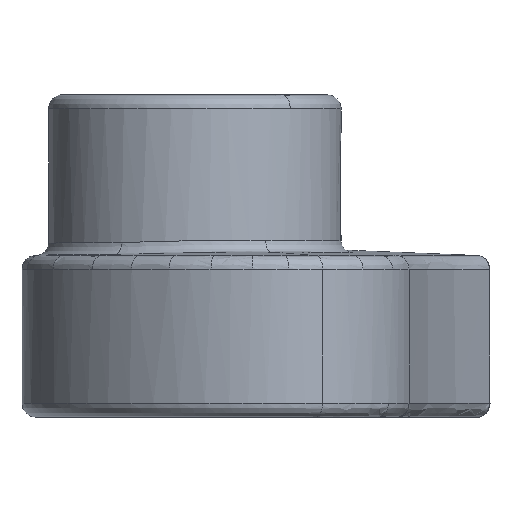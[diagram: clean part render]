
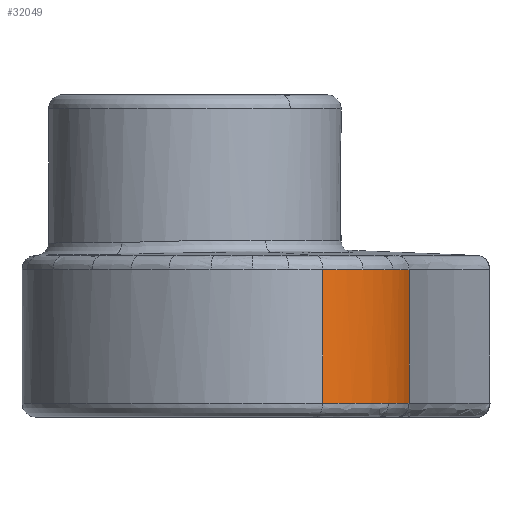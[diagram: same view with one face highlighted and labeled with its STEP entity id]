
A CAD part, front view. The second image highlights one B-rep face of the part: STEP entity #32049.
In plain terms, the highlighted free-form (B-spline) face has degree [1, 2] with [2, 5] control points.
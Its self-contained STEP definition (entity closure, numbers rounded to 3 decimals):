
#1747 = CARTESIAN_POINT ( 'NONE',  ( 16401.576, 3411.667, -1079.593 ) ) ;
#2706 = CARTESIAN_POINT ( 'NONE',  ( 16418.959, 3437.949, -1046.292 ) ) ;
#2975 = ORIENTED_EDGE ( 'NONE', *, *, #7540, .T. ) ;
#4273 = EDGE_CURVE ( 'NONE', #10781, #23317, #32728, .T. ) ;
#4351 = CARTESIAN_POINT ( 'NONE',  ( 16423.62, 3472.519, -1079.51 ) ) ;
#4395 = CARTESIAN_POINT ( 'NONE',  ( 16318.668, 3287.625, -1079.713 ) ) ;
#4646 = CARTESIAN_POINT ( 'NONE',  ( 16383.91, 3376.68, -1079.633 ) ) ;
#4989 = CARTESIAN_POINT ( 'NONE',  ( 16391.819, 3391.545, -1079.616 ) ) ;
#5125 = B_SPLINE_CURVE_WITH_KNOTS ( 'NONE', 3,
 ( #4989, #7410, #21655, #4646, #15189, #15687, #5159, #15352, #33672, #7575, #13111, #7741, #33841, #34010 ),
 .UNSPECIFIED., .F., .F.,
 ( 4, 2, 2, 2, 2, 2, 4 ),
 ( 0., 0.125, 0.187, 0.25, 0.5, 0.75, 1. ),
 .UNSPECIFIED. ) ;
#5159 = CARTESIAN_POINT ( 'NONE',  ( 16379.089, 3368.241, -1079.642 ) ) ;
#5322 = CARTESIAN_POINT ( 'NONE',  ( 16432.775, 3512.217, -1410.959 ) ) ;
#5564 = ORIENTED_EDGE ( 'NONE', *, *, #17910, .F. ) ;
#6020 = VERTEX_POINT ( 'NONE', #5322 ) ;
#6474 = CARTESIAN_POINT ( 'NONE',  ( 16381.469, 3372.366, -1410.959 ) ) ;
#6754 = CARTESIAN_POINT ( 'NONE',  ( 16432.775, 3512.217, -1410.959 ) ) ;
#6931 = CARTESIAN_POINT ( 'NONE',  ( 16432.775, 3512.217, -1079.445 ) ) ;
#7410 = CARTESIAN_POINT ( 'NONE',  ( 16389.651, 3387.281, -1079.621 ) ) ;
#7540 = EDGE_CURVE ( 'NONE', #23317, #24367, #5125, .T. ) ;
#7575 = CARTESIAN_POINT ( 'NONE',  ( 16355.272, 3331.591, -1079.677 ) ) ;
#7741 = CARTESIAN_POINT ( 'NONE',  ( 16334.576, 3305.198, -1079.7 ) ) ;
#8216 = CARTESIAN_POINT ( 'NONE',  ( 16381.469, 3372.366, -1444.112 ) ) ;
#8859 = CARTESIAN_POINT ( 'NONE',  ( 16381.469, 3372.366, -1410.959 ) ) ;
#9556 = CARTESIAN_POINT ( 'NONE',  ( 16218.832, 3208.33, -1410.959 ) ) ;
#10064 = CARTESIAN_POINT ( 'NONE',  ( 16420.646, 3462.412, -1079.525 ) ) ;
#10276 = CARTESIAN_POINT ( 'NONE',  ( 16218.832, 3208.33, -1079.759 ) ) ;
#10547 =( BOUNDED_CURVE ( )  B_SPLINE_CURVE ( 1, ( #23099, #15336 ),
 .UNSPECIFIED., .F., .T. ) 
 B_SPLINE_CURVE_WITH_KNOTS ( ( 2, 2 ),
 ( 0., 1. ),
 .UNSPECIFIED. ) 
 CURVE ( )  GEOMETRIC_REPRESENTATION_ITEM ( )  RATIONAL_B_SPLINE_CURVE ( ( 0.868, 0.868 ) ) 
 REPRESENTATION_ITEM ( '' )  );
#10770 = CARTESIAN_POINT ( 'NONE',  ( 16432.775, 3512.217, -1079.445 ) ) ;
#10781 = VERTEX_POINT ( 'NONE', #10770 ) ;
#11826 = CARTESIAN_POINT ( 'NONE',  ( 16391.819, 3391.545, -1079.616 ) ) ;
#12168 = CARTESIAN_POINT ( 'NONE',  ( 16311.462, 3279.986, -1079.719 ) ) ;
#12291 = CARTESIAN_POINT ( 'NONE',  ( 16318.668, 3287.625, -1079.713 ) ) ;
#12299 = CARTESIAN_POINT ( 'NONE',  ( 16391.819, 3391.545, -1079.616 ) ) ;
#12342 = CARTESIAN_POINT ( 'NONE',  ( 16254.909, 3231.607, -1079.748 ) ) ;
#12761 = CARTESIAN_POINT ( 'NONE',  ( 16218.832, 3208.33, -1079.759 ) ) ;
#12855 = CARTESIAN_POINT ( 'NONE',  ( 16303.947, 3272.56, -1079.724 ) ) ;
#13111 = CARTESIAN_POINT ( 'NONE',  ( 16348.749, 3322.804, -1079.685 ) ) ;
#13237 = CARTESIAN_POINT ( 'NONE',  ( 16218.832, 3208.33, -1444.112 ) ) ;
#13697 = EDGE_CURVE ( 'NONE', #28280, #26977, #14704, .T. ) ;
#14403 = VERTEX_POINT ( 'NONE', #12761 ) ;
#14482 = ORIENTED_EDGE ( 'NONE', *, *, #32710, .T. ) ;
#14704 =( BOUNDED_CURVE ( )  B_SPLINE_CURVE ( 2, ( #8859, #27845, #9556 ),
 .UNSPECIFIED., .F., .T. ) 
 B_SPLINE_CURVE_WITH_KNOTS ( ( 3, 3 ),
 ( 0., 1. ),
 .UNSPECIFIED. ) 
 CURVE ( )  GEOMETRIC_REPRESENTATION_ITEM ( )  RATIONAL_B_SPLINE_CURVE ( ( 1., 0.9, 0.868 ) ) 
 REPRESENTATION_ITEM ( '' )  );
#14877 = CARTESIAN_POINT ( 'NONE',  ( 16413.861, 3442.129, -1079.554 ) ) ;
#15189 = CARTESIAN_POINT ( 'NONE',  ( 16382.726, 3374.568, -1079.635 ) ) ;
#15336 = CARTESIAN_POINT ( 'NONE',  ( 16218.832, 3208.33, -1410.959 ) ) ;
#15352 = CARTESIAN_POINT ( 'NONE',  ( 16372.79, 3357.626, -1079.653 ) ) ;
#15371 =( BOUNDED_CURVE ( )  B_SPLINE_CURVE ( 1, ( #33356, #6754 ),
 .UNSPECIFIED., .F., .T. ) 
 B_SPLINE_CURVE_WITH_KNOTS ( ( 2, 2 ),
 ( 0., 1. ),
 .UNSPECIFIED. ) 
 CURVE ( )  GEOMETRIC_REPRESENTATION_ITEM ( )  RATIONAL_B_SPLINE_CURVE ( ( 0.898, 0.898 ) ) 
 REPRESENTATION_ITEM ( '' )  );
#15687 = CARTESIAN_POINT ( 'NONE',  ( 16380.32, 3370.355, -1079.64 ) ) ;
#15773 = ORIENTED_EDGE ( 'NONE', *, *, #30760, .F. ) ;
#15817 = CARTESIAN_POINT ( 'NONE',  ( 16218.832, 3208.33, -1046.292 ) ) ;
#16056 = EDGE_LOOP ( 'NONE', ( #27861, #14482, #25541, #5564, #15773, #31756, #2975 ) ) ;
#16227 = CARTESIAN_POINT ( 'NONE',  ( 16218.832, 3208.33, -1410.959 ) ) ;
#17011 = CARTESIAN_POINT ( 'NONE',  ( 16432.775, 3512.217, -1410.959 ) ) ;
#17336 = CARTESIAN_POINT ( 'NONE',  ( 16280.244, 3251.274, -1079.737 ) ) ;
#17468 = CARTESIAN_POINT ( 'NONE',  ( 16430.959, 3502.455, -1079.462 ) ) ;
#17910 = EDGE_CURVE ( 'NONE', #6020, #28280, #27093, .T. ) ;
#19579 = CARTESIAN_POINT ( 'NONE',  ( 16418.959, 3437.949, -1410.959 ) ) ;
#20565 = CARTESIAN_POINT ( 'NONE',  ( 16396.911, 3401.556, -1079.605 ) ) ;
#21333 = CARTESIAN_POINT ( 'NONE',  ( 16322.127, 3268.559, -1046.292 ) ) ;
#21655 = CARTESIAN_POINT ( 'NONE',  ( 16387.402, 3383.029, -1079.626 ) ) ;
#21711 = CARTESIAN_POINT ( 'NONE',  ( 16381.469, 3372.366, -1410.959 ) ) ;
#21825 = FACE_OUTER_BOUND ( 'NONE', #16056, .T. ) ;
#22837 = CARTESIAN_POINT ( 'NONE',  ( 16263.53, 3237.975, -1079.745 ) ) ;
#23099 = CARTESIAN_POINT ( 'NONE',  ( 16218.832, 3208.33, -1079.759 ) ) ;
#23317 = VERTEX_POINT ( 'NONE', #11826 ) ;
#23352 = EDGE_CURVE ( 'NONE', #24367, #14403, #32926, .T. ) ;
#23365 = CARTESIAN_POINT ( 'NONE',  ( 16288.338, 3258.204, -1079.733 ) ) ;
#23753 = CARTESIAN_POINT ( 'NONE',  ( 16322.127, 3268.559, -1444.112 ) ) ;
#24367 = VERTEX_POINT ( 'NONE', #12291 ) ;
#24954 = CARTESIAN_POINT ( 'NONE',  ( 16432.775, 3512.217, -1444.112 ) ) ;
#25415 = CARTESIAN_POINT ( 'NONE',  ( 16410.051, 3431.954, -1079.567 ) ) ;
#25457 = CARTESIAN_POINT ( 'NONE',  ( 16237.202, 3219.491, -1079.754 ) ) ;
#25541 = ORIENTED_EDGE ( 'NONE', *, *, #13697, .F. ) ;
#26347 = CARTESIAN_POINT ( 'NONE',  ( 16381.469, 3372.366, -1046.292 ) ) ;
#26977 = VERTEX_POINT ( 'NONE', #16227 ) ;
#27093 =( BOUNDED_CURVE ( )  B_SPLINE_CURVE ( 2, ( #17011, #19579, #6474 ),
 .UNSPECIFIED., .F., .F. ) 
 B_SPLINE_CURVE_WITH_KNOTS ( ( 3, 3 ),
 ( 0., 1. ),
 .UNSPECIFIED. ) 
 CURVE ( )  GEOMETRIC_REPRESENTATION_ITEM ( )  RATIONAL_B_SPLINE_CURVE ( ( 0.898, 0.934, 1. ) ) 
 REPRESENTATION_ITEM ( '' )  );
#27845 = CARTESIAN_POINT ( 'NONE',  ( 16322.127, 3268.559, -1410.959 ) ) ;
#27861 = ORIENTED_EDGE ( 'NONE', *, *, #23352, .T. ) ;
#28280 = VERTEX_POINT ( 'NONE', #21711 ) ;
#29064 =( BOUNDED_SURFACE ( )  B_SPLINE_SURFACE ( 1, 2, ( 
 ( #15817, #21333, #26347, #2706, #31866 ),
 ( #13237, #23753, #8216, #30112, #24954 ) ),
 .UNSPECIFIED., .F., .F., .T. ) 
 B_SPLINE_SURFACE_WITH_KNOTS ( ( 2, 2 ),
 ( 3, 2, 3 ),
 ( 0., 397.82 ),
 ( 1162.844, 1401.93, 1558.747 ),
 .UNSPECIFIED. ) 
 GEOMETRIC_REPRESENTATION_ITEM ( )  RATIONAL_B_SPLINE_SURFACE ( (
 ( 0.868, 0.9, 1., 0.934, 0.898),
 ( 0.868, 0.9, 1., 0.934, 0.898) ) ) 
 REPRESENTATION_ITEM ( '' )  SURFACE ( )  );
#30112 = CARTESIAN_POINT ( 'NONE',  ( 16418.959, 3437.949, -1444.112 ) ) ;
#30760 = EDGE_CURVE ( 'NONE', #10781, #6020, #15371, .T. ) ;
#31756 = ORIENTED_EDGE ( 'NONE', *, *, #4273, .T. ) ;
#31866 = CARTESIAN_POINT ( 'NONE',  ( 16432.775, 3512.217, -1046.292 ) ) ;
#32049 = ADVANCED_FACE ( 'NONE', ( #21825 ), #29064, .T. ) ;
#32710 = EDGE_CURVE ( 'NONE', #14403, #26977, #10547, .T. ) ;
#32728 = B_SPLINE_CURVE_WITH_KNOTS ( 'NONE', 3,
 ( #6931, #17468, #33709, #4351, #10064, #14877, #25415, #1747, #20565, #12299 ),
 .UNSPECIFIED., .F., .F.,
 ( 4, 2, 2, 2, 4 ),
 ( 0., 0.25, 0.5, 0.75, 1. ),
 .UNSPECIFIED. ) ;
#32926 = B_SPLINE_CURVE_WITH_KNOTS ( 'NONE', 3,
 ( #4395, #12168, #12855, #23365, #17336, #22837, #12342, #25457, #33918, #10276 ),
 .UNSPECIFIED., .F., .F.,
 ( 4, 2, 2, 2, 4 ),
 ( 0., 0.25, 0.5, 0.75, 1. ),
 .UNSPECIFIED. ) ;
#33356 = CARTESIAN_POINT ( 'NONE',  ( 16432.775, 3512.217, -1079.445 ) ) ;
#33672 = CARTESIAN_POINT ( 'NONE',  ( 16367.293, 3349.002, -1079.661 ) ) ;
#33709 = CARTESIAN_POINT ( 'NONE',  ( 16428.777, 3492.54, -1079.479 ) ) ;
#33841 = CARTESIAN_POINT ( 'NONE',  ( 16326.925, 3296.379, -1079.706 ) ) ;
#33918 = CARTESIAN_POINT ( 'NONE',  ( 16228.116, 3213.743, -1079.757 ) ) ;
#34010 = CARTESIAN_POINT ( 'NONE',  ( 16318.668, 3287.625, -1079.713 ) ) ;
